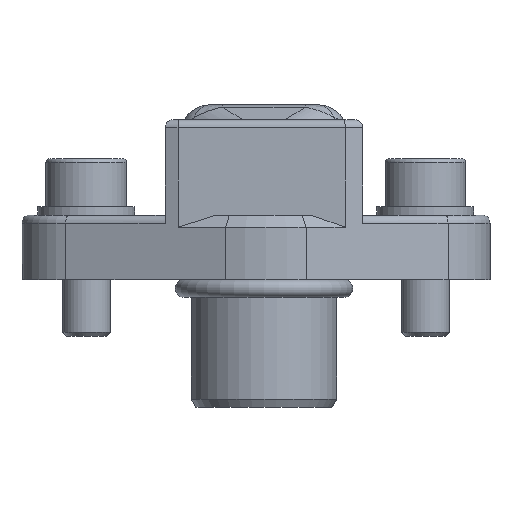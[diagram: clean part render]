
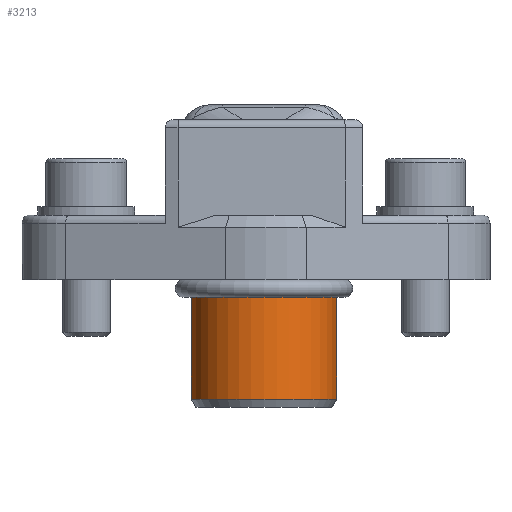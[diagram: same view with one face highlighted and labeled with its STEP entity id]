
A CAD part, left-side view. The second image highlights one B-rep face of the part: STEP entity #3213.
In plain terms, the highlighted cylindrical face has radius 9 mm (diameter 18 mm), a full revolution.
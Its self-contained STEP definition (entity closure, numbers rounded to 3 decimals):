
#2069=CYLINDRICAL_SURFACE('',#7492,9.);
#2169=FACE_BOUND('',#4001,.T.);
#2170=FACE_BOUND('',#4002,.T.);
#3213=ADVANCED_FACE('',(#2169,#2170),#2069,.T.);
#4001=EDGE_LOOP('',(#4464));
#4002=EDGE_LOOP('',(#4465));
#4464=ORIENTED_EDGE('',*,*,#6457,.T.);
#4465=ORIENTED_EDGE('',*,*,#6531,.T.);
#5934=VERTEX_POINT('',#9352);
#5995=VERTEX_POINT('',#9509);
#6457=EDGE_CURVE('',#5934,#5934,#7239,.T.);
#6531=EDGE_CURVE('',#5995,#5995,#7273,.T.);
#7239=CIRCLE('',#7427,9.);
#7273=CIRCLE('',#7491,9.);
#7427=AXIS2_PLACEMENT_3D('',#9351,#7926,#7927);
#7491=AXIS2_PLACEMENT_3D('',#9508,#8086,#8087);
#7492=AXIS2_PLACEMENT_3D('',#9510,#8088,#8089);
#7926=DIRECTION('',(0.,0.,1.));
#7927=DIRECTION('',(1.,0.,0.));
#8086=DIRECTION('',(0.,0.,-1.));
#8087=DIRECTION('',(1.,0.,0.));
#8088=DIRECTION('',(0.,0.,1.));
#8089=DIRECTION('',(1.,0.,0.));
#9351=CARTESIAN_POINT('',(0.,0.,1.8));
#9352=CARTESIAN_POINT('',(9.,0.,1.8));
#9508=CARTESIAN_POINT('',(0.,0.,16.6));
#9509=CARTESIAN_POINT('',(9.,0.,16.6));
#9510=CARTESIAN_POINT('',(0.,0.,8.6));
